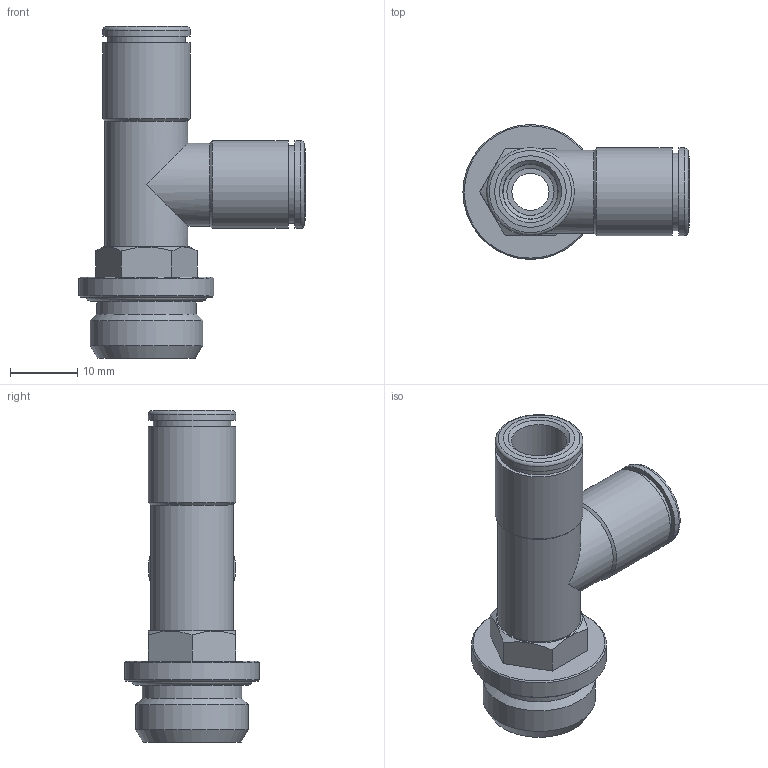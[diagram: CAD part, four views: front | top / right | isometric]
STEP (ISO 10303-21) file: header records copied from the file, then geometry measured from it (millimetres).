
FILE_DESCRIPTION(/* description */ (''),/* implementation_level */ '2;1');
FILE_NAME(/* name */ 'iqstl_388_g_msv.stp',/* time_stamp */ '2017-11-16T12:43:22+01:00',/* author */ ('Hamoud'),/* organization */ (''),/* preprocessor_version */ 'ST-DEVELOPER v15.6',/* originating_system */ 'Autodesk Inventor LT ',/* authorisation */ '');
FILE_SCHEMA (('AUTOMOTIVE_DESIGN { 1 0 10303 214 3 1 1 }'));
Length unit declared in the file: millimetre
Products named in the file (1): iqstl_388_g_msv
Bounding box: 33.5 x 20 x 49.2 mm (x, y, z)
Volume: 5615.2 mm3; surface area: 7211.4 mm2
Topology: 5 solids, 5 shells, 89 faces, 186 edges, 114 vertices
Faces by surface type: cylinder 30, cone 29, plane 25, torus 5
Full cylindrical faces by diameter (mm): 5.5 x1, 7 x2, 8.1 x2, 8.2 x2, 9 x2, 10.1 x4, 11 x3, 11.5 x2, 11.6 x2, 12.3 x2, 13 x4, 14.75 x1, 16.662 x1, 20 x1
Entity records: 2156 total; most frequent: CARTESIAN_POINT 509, DIRECTION 364, ORIENTED_EDGE 214, AXIS2_PLACEMENT_3D 175, EDGE_LOOP 169, EDGE_CURVE 107, VERTEX_POINT 98, FACE_OUTER_BOUND 88
